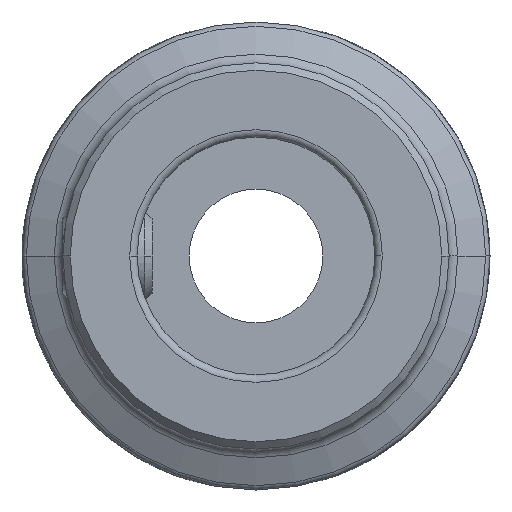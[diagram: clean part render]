
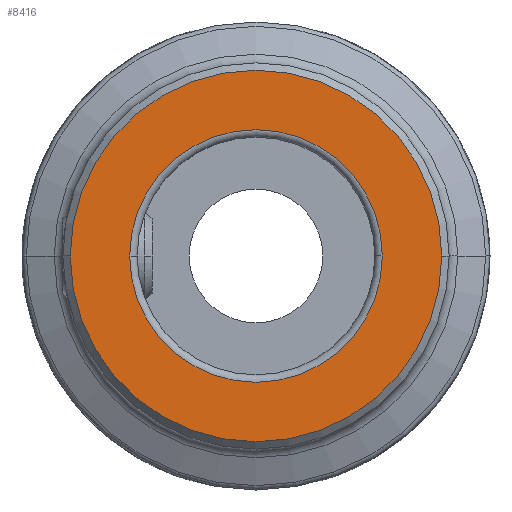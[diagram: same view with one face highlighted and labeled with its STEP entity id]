
A CAD part, front view. The second image highlights one B-rep face of the part: STEP entity #8416.
In plain terms, the highlighted planar face has unit normal (0, -1, 0).
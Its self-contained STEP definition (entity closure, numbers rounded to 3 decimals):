
#2735=CARTESIAN_POINT('',(0.,-75.,0.));
#2736=DIRECTION('',(0.,-1.,0.));
#2737=DIRECTION('',(1.,0.,0.));
#2738=AXIS2_PLACEMENT_3D('',#2735,#2736,#2737);
#2740=CARTESIAN_POINT('',(0.,-75.,0.));
#2741=DIRECTION('',(0.,-1.,0.));
#2742=DIRECTION('',(-1.,0.,0.));
#2743=AXIS2_PLACEMENT_3D('',#2740,#2741,#2742);
#2745=CARTESIAN_POINT('',(0.,-75.,0.));
#2746=DIRECTION('',(0.,1.,0.));
#2747=DIRECTION('',(-1.,0.,0.));
#2748=AXIS2_PLACEMENT_3D('',#2745,#2746,#2747);
#2750=CARTESIAN_POINT('',(0.,-75.,0.));
#2751=DIRECTION('',(0.,1.,0.));
#2752=DIRECTION('',(1.,0.,0.));
#2753=AXIS2_PLACEMENT_3D('',#2750,#2751,#2752);
#4132=CARTESIAN_POINT('',(-17.,-75.,0.));
#4133=CARTESIAN_POINT('',(17.,-75.,0.));
#4134=VERTEX_POINT('',#4132);
#4135=VERTEX_POINT('',#4133);
#4140=CARTESIAN_POINT('',(25.,-75.,0.));
#4141=CARTESIAN_POINT('',(-25.,-75.,0.));
#4142=VERTEX_POINT('',#4140);
#4143=VERTEX_POINT('',#4141);
#8400=CARTESIAN_POINT('',(0.,-75.,0.));
#8401=DIRECTION('',(0.,-1.,0.));
#8402=DIRECTION('',(-1.,0.,0.));
#8403=AXIS2_PLACEMENT_3D('',#8400,#8401,#8402);
#8404=PLANE('',#8403);
#8406=ORIENTED_EDGE('',*,*,#8405,.F.);
#8407=ORIENTED_EDGE('',*,*,#8390,.F.);
#8408=EDGE_LOOP('',(#8406,#8407));
#8409=FACE_OUTER_BOUND('',#8408,.F.);
#8411=ORIENTED_EDGE('',*,*,#8410,.F.);
#8413=ORIENTED_EDGE('',*,*,#8412,.F.);
#8414=EDGE_LOOP('',(#8411,#8413));
#8415=FACE_BOUND('',#8414,.F.);
#8416=ADVANCED_FACE('',(#8409,#8415),#8404,.T.);
#2739=CIRCLE('',#2738,25.);
#2744=CIRCLE('',#2743,25.);
#2749=CIRCLE('',#2748,17.);
#2754=CIRCLE('',#2753,17.);
#8390=EDGE_CURVE('',#4143,#4142,#2744,.T.);
#8405=EDGE_CURVE('',#4142,#4143,#2739,.T.);
#8410=EDGE_CURVE('',#4134,#4135,#2749,.T.);
#8412=EDGE_CURVE('',#4135,#4134,#2754,.T.);
